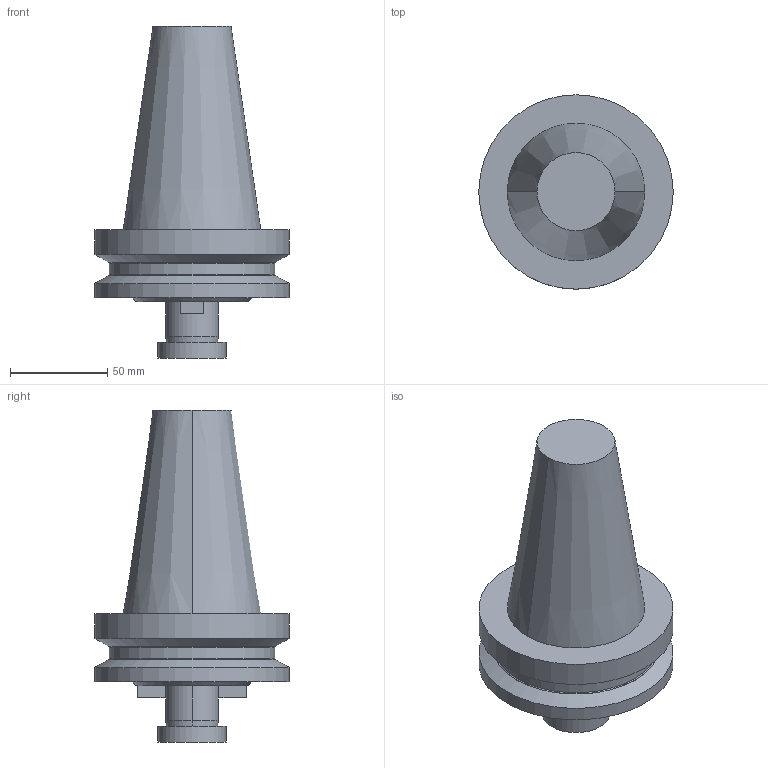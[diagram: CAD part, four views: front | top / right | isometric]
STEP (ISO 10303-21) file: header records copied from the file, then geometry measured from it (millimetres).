
FILE_DESCRIPTION(/* description */ (''),/* implementation_level */ '2;1');
FILE_NAME(/* name */ 'BT.50ADB-FMH1.27.040.stp',/* time_stamp */ '2024-08-10T15:11:05+02:00',/* author */ (''),/* organization */ (''),/* preprocessor_version */ 'ST-DEVELOPER v16.7',/* originating_system */ 'SIEMENS PLM Software NX 12.0',/* authorisation */ '');
FILE_SCHEMA (('AUTOMOTIVE_DESIGN { 1 0 10303 214 3 1 1 1 }'));
Length unit declared in the file: millimetre
Products named in the file (1): pf669230DC3505ny
Bounding box: 100 x 100 x 170.8 mm (x, y, z)
Volume: 538278.2 mm3; surface area: 48794.7 mm2
Topology: 1 solids, 1 shells, 34 faces, 67 edges, 43 vertices
Faces by surface type: plane 18, cone 7, cylinder 6, torus 3
Full cylindrical faces by diameter (mm): 35 x1, 85 x1, 100 x2
Entity records: 915 total; most frequent: DIRECTION 164, CARTESIAN_POINT 143, ORIENTED_EDGE 122, AXIS2_PLACEMENT_3D 65, EDGE_CURVE 61, EDGE_LOOP 49, VERTEX_POINT 44, ADVANCED_FACE 34
